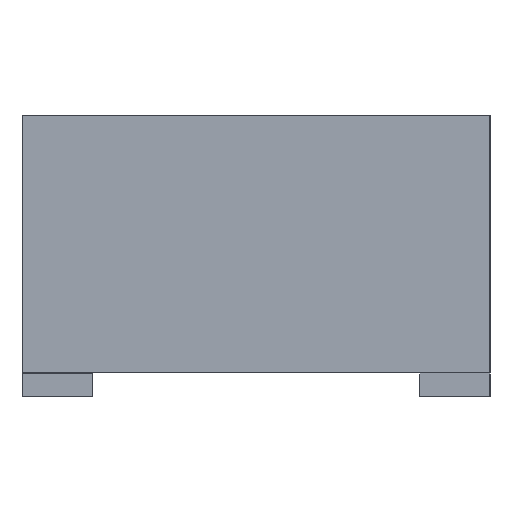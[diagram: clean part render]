
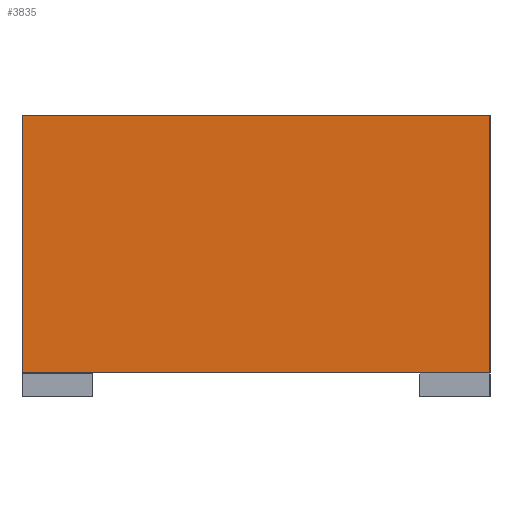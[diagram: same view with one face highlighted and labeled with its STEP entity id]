
A CAD part, left-side view. The second image highlights one B-rep face of the part: STEP entity #3835.
In plain terms, the highlighted planar face has unit normal (-1, 0, 0).
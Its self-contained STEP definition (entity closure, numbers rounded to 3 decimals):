
#72 = PLANE('',#73);
#73 = AXIS2_PLACEMENT_3D('',#74,#75,#76);
#74 = CARTESIAN_POINT('',(0.,0.,0.5));
#75 = DIRECTION('',(0.,1.,0.));
#76 = DIRECTION('',(0.,0.,1.));
#239 = PLANE('',#240);
#240 = AXIS2_PLACEMENT_3D('',#241,#242,#243);
#241 = CARTESIAN_POINT('',(0.,0.,0.5));
#242 = DIRECTION('',(0.,0.,1.));
#243 = DIRECTION('',(1.,0.,0.));
#382 = VERTEX_POINT('',#383);
#383 = CARTESIAN_POINT('',(0.,0.,0.5));
#411 = EDGE_CURVE('',#382,#412,#414,.T.);
#412 = VERTEX_POINT('',#413);
#413 = CARTESIAN_POINT('',(0.,0.,6.));
#414 = SURFACE_CURVE('',#415,(#419,#426),.PCURVE_S1.);
#415 = LINE('',#416,#417);
#416 = CARTESIAN_POINT('',(0.,0.,0.5));
#417 = VECTOR('',#418,1.);
#418 = DIRECTION('',(0.,0.,1.));
#419 = PCURVE('',#72,#420);
#420 = DEFINITIONAL_REPRESENTATION('',(#421),#425);
#421 = LINE('',#422,#423);
#422 = CARTESIAN_POINT('',(0.,0.));
#423 = VECTOR('',#424,1.);
#424 = DIRECTION('',(1.,0.));
#425 = ( GEOMETRIC_REPRESENTATION_CONTEXT(2) 
PARAMETRIC_REPRESENTATION_CONTEXT() REPRESENTATION_CONTEXT('2D SPACE',''
  ) );
#426 = PCURVE('',#427,#432);
#427 = PLANE('',#428);
#428 = AXIS2_PLACEMENT_3D('',#429,#430,#431);
#429 = CARTESIAN_POINT('',(0.,0.,0.5));
#430 = DIRECTION('',(1.,0.,0.));
#431 = DIRECTION('',(0.,0.,1.));
#432 = DEFINITIONAL_REPRESENTATION('',(#433),#437);
#433 = LINE('',#434,#435);
#434 = CARTESIAN_POINT('',(0.,0.));
#435 = VECTOR('',#436,1.);
#436 = DIRECTION('',(1.,0.));
#437 = ( GEOMETRIC_REPRESENTATION_CONTEXT(2) 
PARAMETRIC_REPRESENTATION_CONTEXT() REPRESENTATION_CONTEXT('2D SPACE',''
  ) );
#455 = PLANE('',#456);
#456 = AXIS2_PLACEMENT_3D('',#457,#458,#459);
#457 = CARTESIAN_POINT('',(0.,0.,6.));
#458 = DIRECTION('',(0.,0.,1.));
#459 = DIRECTION('',(1.,0.,0.));
#603 = PLANE('',#604);
#604 = AXIS2_PLACEMENT_3D('',#605,#606,#607);
#605 = CARTESIAN_POINT('',(0.,10.,0.5));
#606 = DIRECTION('',(0.,1.,0.));
#607 = DIRECTION('',(0.,0.,1.));
#688 = EDGE_CURVE('',#689,#691,#693,.T.);
#689 = VERTEX_POINT('',#690);
#690 = CARTESIAN_POINT('',(0.,1.5,0.5));
#691 = VERTEX_POINT('',#692);
#692 = CARTESIAN_POINT('',(0.,10.,0.5));
#693 = SURFACE_CURVE('',#694,(#698,#705),.PCURVE_S1.);
#694 = LINE('',#695,#696);
#695 = CARTESIAN_POINT('',(0.,0.,0.5));
#696 = VECTOR('',#697,1.);
#697 = DIRECTION('',(0.,1.,0.));
#698 = PCURVE('',#239,#699);
#699 = DEFINITIONAL_REPRESENTATION('',(#700),#704);
#700 = LINE('',#701,#702);
#701 = CARTESIAN_POINT('',(0.,0.));
#702 = VECTOR('',#703,1.);
#703 = DIRECTION('',(0.,1.));
#704 = ( GEOMETRIC_REPRESENTATION_CONTEXT(2) 
PARAMETRIC_REPRESENTATION_CONTEXT() REPRESENTATION_CONTEXT('2D SPACE',''
  ) );
#705 = PCURVE('',#427,#706);
#706 = DEFINITIONAL_REPRESENTATION('',(#707),#711);
#707 = LINE('',#708,#709);
#708 = CARTESIAN_POINT('',(0.,0.));
#709 = VECTOR('',#710,1.);
#710 = DIRECTION('',(0.,-1.));
#711 = ( GEOMETRIC_REPRESENTATION_CONTEXT(2) 
PARAMETRIC_REPRESENTATION_CONTEXT() REPRESENTATION_CONTEXT('2D SPACE',''
  ) );
#896 = PLANE('',#897);
#897 = AXIS2_PLACEMENT_3D('',#898,#899,#900);
#898 = CARTESIAN_POINT('',(0.,1.5,0.));
#899 = DIRECTION('',(1.,0.,0.));
#900 = DIRECTION('',(0.,-1.,0.));
#961 = EDGE_CURVE('',#412,#962,#964,.T.);
#962 = VERTEX_POINT('',#963);
#963 = CARTESIAN_POINT('',(0.,10.,6.));
#964 = SURFACE_CURVE('',#965,(#969,#976),.PCURVE_S1.);
#965 = LINE('',#966,#967);
#966 = CARTESIAN_POINT('',(0.,0.,6.));
#967 = VECTOR('',#968,1.);
#968 = DIRECTION('',(0.,1.,0.));
#969 = PCURVE('',#455,#970);
#970 = DEFINITIONAL_REPRESENTATION('',(#971),#975);
#971 = LINE('',#972,#973);
#972 = CARTESIAN_POINT('',(0.,0.));
#973 = VECTOR('',#974,1.);
#974 = DIRECTION('',(0.,1.));
#975 = ( GEOMETRIC_REPRESENTATION_CONTEXT(2) 
PARAMETRIC_REPRESENTATION_CONTEXT() REPRESENTATION_CONTEXT('2D SPACE',''
  ) );
#976 = PCURVE('',#427,#977);
#977 = DEFINITIONAL_REPRESENTATION('',(#978),#982);
#978 = LINE('',#979,#980);
#979 = CARTESIAN_POINT('',(5.5,0.));
#980 = VECTOR('',#981,1.);
#981 = DIRECTION('',(0.,-1.));
#982 = ( GEOMETRIC_REPRESENTATION_CONTEXT(2) 
PARAMETRIC_REPRESENTATION_CONTEXT() REPRESENTATION_CONTEXT('2D SPACE',''
  ) );
#3835 = ADVANCED_FACE('',(#3836),#427,.F.);
#3836 = FACE_BOUND('',#3837,.F.);
#3837 = EDGE_LOOP('',(#3838,#3839,#3860,#3861,#3882));
#3838 = ORIENTED_EDGE('',*,*,#411,.F.);
#3839 = ORIENTED_EDGE('',*,*,#3840,.T.);
#3840 = EDGE_CURVE('',#382,#689,#3841,.T.);
#3841 = SURFACE_CURVE('',#3842,(#3846,#3853),.PCURVE_S1.);
#3842 = LINE('',#3843,#3844);
#3843 = CARTESIAN_POINT('',(0.,0.,0.5));
#3844 = VECTOR('',#3845,1.);
#3845 = DIRECTION('',(0.,1.,0.));
#3846 = PCURVE('',#427,#3847);
#3847 = DEFINITIONAL_REPRESENTATION('',(#3848),#3852);
#3848 = LINE('',#3849,#3850);
#3849 = CARTESIAN_POINT('',(0.,0.));
#3850 = VECTOR('',#3851,1.);
#3851 = DIRECTION('',(0.,-1.));
#3852 = ( GEOMETRIC_REPRESENTATION_CONTEXT(2) 
PARAMETRIC_REPRESENTATION_CONTEXT() REPRESENTATION_CONTEXT('2D SPACE',''
  ) );
#3853 = PCURVE('',#896,#3854);
#3854 = DEFINITIONAL_REPRESENTATION('',(#3855),#3859);
#3855 = LINE('',#3856,#3857);
#3856 = CARTESIAN_POINT('',(1.5,-0.5));
#3857 = VECTOR('',#3858,1.);
#3858 = DIRECTION('',(-1.,0.));
#3859 = ( GEOMETRIC_REPRESENTATION_CONTEXT(2) 
PARAMETRIC_REPRESENTATION_CONTEXT() REPRESENTATION_CONTEXT('2D SPACE',''
  ) );
#3860 = ORIENTED_EDGE('',*,*,#688,.T.);
#3861 = ORIENTED_EDGE('',*,*,#3862,.T.);
#3862 = EDGE_CURVE('',#691,#962,#3863,.T.);
#3863 = SURFACE_CURVE('',#3864,(#3868,#3875),.PCURVE_S1.);
#3864 = LINE('',#3865,#3866);
#3865 = CARTESIAN_POINT('',(0.,10.,0.5));
#3866 = VECTOR('',#3867,1.);
#3867 = DIRECTION('',(0.,0.,1.));
#3868 = PCURVE('',#427,#3869);
#3869 = DEFINITIONAL_REPRESENTATION('',(#3870),#3874);
#3870 = LINE('',#3871,#3872);
#3871 = CARTESIAN_POINT('',(0.,-10.));
#3872 = VECTOR('',#3873,1.);
#3873 = DIRECTION('',(1.,0.));
#3874 = ( GEOMETRIC_REPRESENTATION_CONTEXT(2) 
PARAMETRIC_REPRESENTATION_CONTEXT() REPRESENTATION_CONTEXT('2D SPACE',''
  ) );
#3875 = PCURVE('',#603,#3876);
#3876 = DEFINITIONAL_REPRESENTATION('',(#3877),#3881);
#3877 = LINE('',#3878,#3879);
#3878 = CARTESIAN_POINT('',(0.,0.));
#3879 = VECTOR('',#3880,1.);
#3880 = DIRECTION('',(1.,0.));
#3881 = ( GEOMETRIC_REPRESENTATION_CONTEXT(2) 
PARAMETRIC_REPRESENTATION_CONTEXT() REPRESENTATION_CONTEXT('2D SPACE',''
  ) );
#3882 = ORIENTED_EDGE('',*,*,#961,.F.);
